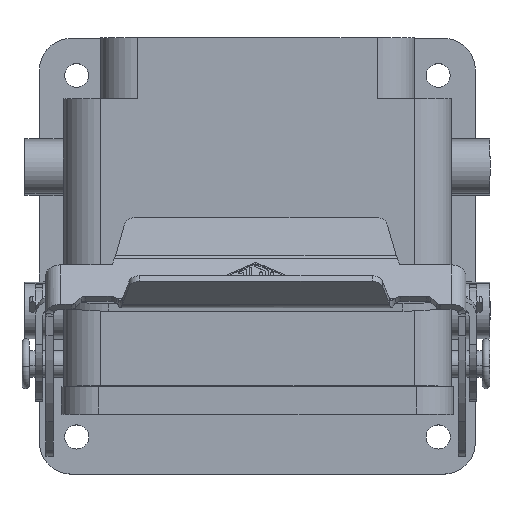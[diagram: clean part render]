
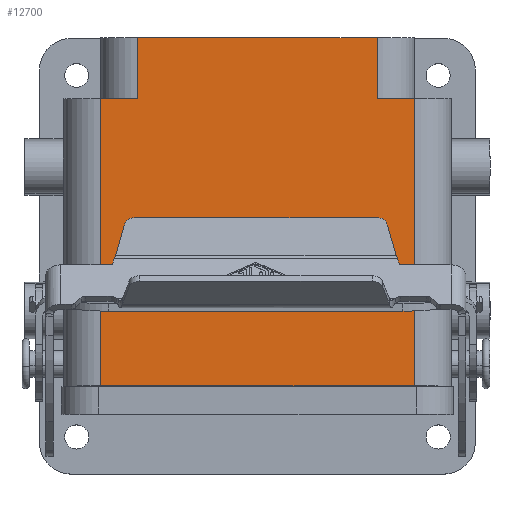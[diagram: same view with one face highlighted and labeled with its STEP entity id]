
A CAD part, top view. The second image highlights one B-rep face of the part: STEP entity #12700.
In plain terms, the highlighted planar face has unit normal (0, 0, 1).
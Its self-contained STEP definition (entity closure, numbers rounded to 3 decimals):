
#450=CARTESIAN_POINT('',(22.5,59.9,21.8));
#460=VERTEX_POINT('',#450);
#490=CARTESIAN_POINT('',(0.,59.9,21.8));
#500=DIRECTION('',(-1.,0.,0.));
#510=VECTOR('',#500,1.);
#520=LINE('',#490,#510);
#530=CARTESIAN_POINT('',(-22.5,59.9,21.8));
#540=VERTEX_POINT('',#530);
#550=EDGE_CURVE('',#460,#540,#520,.T.);
#5460=CARTESIAN_POINT('',(22.5,0.,21.8));
#5470=DIRECTION('',(0.,1.,0.));
#5480=VECTOR('',#5470,1.);
#5490=LINE('',#5460,#5480);
#5500=CARTESIAN_POINT('',(22.5,48.4,21.8));
#5510=VERTEX_POINT('',#5500);
#5520=EDGE_CURVE('',#5510,#460,#5490,.T.);
#12150=CARTESIAN_POINT('',(0.,5.957,
21.8));
#12160=DIRECTION('',(0.,0.,1.));
#12170=DIRECTION('',(1.,0.,0.));
#12180=AXIS2_PLACEMENT_3D('',#12150,#12160,#12170);
#12190=PLANE('',#12180);
#12200=ORIENTED_EDGE('',*,*,#5520,.T.);
#12210=CARTESIAN_POINT('',(0.,48.4,21.8));
#12220=DIRECTION('',(-1.,0.,0.));
#12230=VECTOR('',#12220,1.);
#12240=LINE('',#12210,#12230);
#12250=CARTESIAN_POINT('',(29.5,48.4,21.8));
#12260=VERTEX_POINT('',#12250);
#12270=EDGE_CURVE('',#12260,#5510,#12240,.T.);
#12280=ORIENTED_EDGE('',*,*,#12270,.T.);
#12290=CARTESIAN_POINT('',(29.5,-5.605,21.8));
#12300=DIRECTION('',(0.,1.,0.));
#12310=VECTOR('',#12300,1.);
#12320=LINE('',#12290,#12310);
#12330=CARTESIAN_POINT('',(29.5,-5.6,21.8));
#12340=VERTEX_POINT('',#12330);
#12350=EDGE_CURVE('',#12340,#12260,#12320,.T.);
#12360=ORIENTED_EDGE('',*,*,#12350,.T.);
#12370=CARTESIAN_POINT('',(0.,-5.6,21.8));
#12380=DIRECTION('',(1.,0.,0.));
#12390=VECTOR('',#12380,1.);
#12400=LINE('',#12370,#12390);
#12410=CARTESIAN_POINT('',(-29.5,-5.6,21.8));
#12420=VERTEX_POINT('',#12410);
#12430=EDGE_CURVE('',#12420,#12340,#12400,.T.);
#12440=ORIENTED_EDGE('',*,*,#12430,.T.);
#12450=CARTESIAN_POINT('',(-29.5,-5.605,21.8));
#12460=DIRECTION('',(0.,1.,0.));
#12470=VECTOR('',#12460,1.);
#12480=LINE('',#12450,#12470);
#12490=CARTESIAN_POINT('',(-29.5,48.4,21.8));
#12500=VERTEX_POINT('',#12490);
#12510=EDGE_CURVE('',#12420,#12500,#12480,.T.);
#12520=ORIENTED_EDGE('',*,*,#12510,.F.);
#12530=CARTESIAN_POINT('',(0.,48.4,21.8));
#12540=DIRECTION('',(1.,0.,0.));
#12550=VECTOR('',#12540,1.);
#12560=LINE('',#12530,#12550);
#12570=CARTESIAN_POINT('',(-22.5,48.4,21.8));
#12580=VERTEX_POINT('',#12570);
#12590=EDGE_CURVE('',#12500,#12580,#12560,.T.);
#12600=ORIENTED_EDGE('',*,*,#12590,.F.);
#12610=CARTESIAN_POINT('',(-22.5,0.,21.8));
#12620=DIRECTION('',(0.,-1.,0.));
#12630=VECTOR('',#12620,1.);
#12640=LINE('',#12610,#12630);
#12650=EDGE_CURVE('',#540,#12580,#12640,.T.);
#12660=ORIENTED_EDGE('',*,*,#12650,.T.);
#12670=ORIENTED_EDGE('',*,*,#550,.T.);
#12680=EDGE_LOOP('',(#12670,#12660,#12600,#12520,#12440,#12360,#12280,
#12200));
#12690=FACE_OUTER_BOUND('',#12680,.T.);
#12700=ADVANCED_FACE('',(#12690),#12190,.T.);
